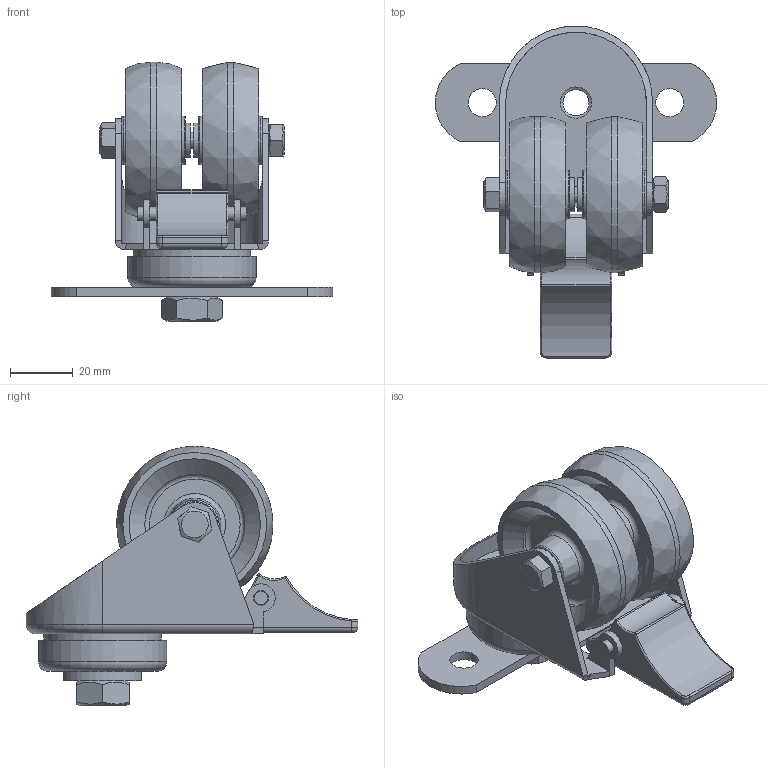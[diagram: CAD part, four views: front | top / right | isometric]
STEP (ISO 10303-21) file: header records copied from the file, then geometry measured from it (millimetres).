
FILE_DESCRIPTION((''),'2;1');
FILE_NAME('DOPODN05_vozno_podnožje_server_net_M.stp','2020-03-30T18:42:06',('SUPER'),(''),'Autodesk Inventor 2010','Autodesk Inventor 2010','');
FILE_SCHEMA(('AUTOMOTIVE_DESIGN { 1 0 10303 214 1 1 1 1 }'));
Length unit declared in the file: millimetre
Products named in the file (11): DOPODN05_vp_z_zavoro; KOLO FI 50 Z ZAVORO; NOSILEC KOLESA FI 50 ZAVORA; KOLO; OS KOLESA; DIN 934  (Navadni navoj) - Zamejaj z DIN EN 24 032 M6; DIN 433-1  A 6.4; ZAVORA; PRIROBNICA Z M10 - 3 MM; PRIROBNICA NOGE ZA M10 - 3 MM; DIN 934  - replaced by DIN EN 24 032/28 673/28 674 M10
Assembly tree (12 placements, depth 3):
  DOPODN05_vp_z_zavoro
    KOLO FI 50 Z ZAVORO
      NOSILEC KOLESA FI 50 ZAVORA
      KOLO  x2
      OS KOLESA
      DIN 934  (Navadni navoj) - Zamejaj z DIN EN 24 032 M6
      DIN 433-1  A 6.4  x2
      ZAVORA
    PRIROBNICA Z M10 - 3 MM
      PRIROBNICA NOGE ZA M10 - 3 MM
      DIN 934  - replaced by DIN EN 24 032/28 673/28 674 M10
Bounding box: 90 x 106.2 x 83 mm (x, y, z)
Volume: 92997.2 mm3; surface area: 44032.5 mm2
Topology: 11 solids, 11 shells, 187 faces, 400 edges, 241 vertices
Faces by surface type: plane 71, cylinder 47, bspline 33, cone 20, torus 12, sphere 4
Full cylindrical faces by diameter (mm): 4 x1, 4.257 x1, 4.843 x2, 5.152 x1, 6.2 x4, 6.4 x2, 9 x1, 10 x1, 11 x2, 32 x4, 37.5 x1, 41 x1, 50 x2
Entity records: 5021 total; most frequent: CARTESIAN_POINT 1412, DIRECTION 718, ORIENTED_EDGE 598, AXIS2_PLACEMENT_3D 300, EDGE_CURVE 299, EDGE_LOOP 241, VERTEX_POINT 210, FACE_OUTER_BOUND 161
